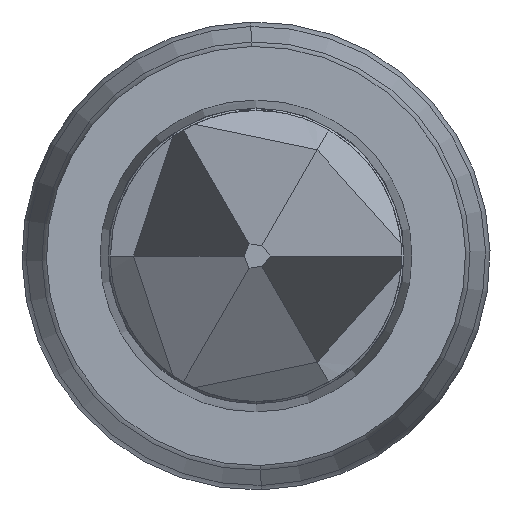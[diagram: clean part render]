
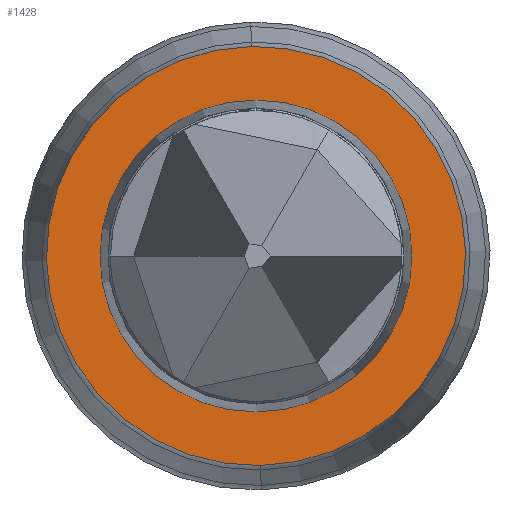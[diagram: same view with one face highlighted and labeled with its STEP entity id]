
A CAD part, left-side view. The second image highlights one B-rep face of the part: STEP entity #1428.
In plain terms, the highlighted planar face has unit normal (-1, 0, 0).
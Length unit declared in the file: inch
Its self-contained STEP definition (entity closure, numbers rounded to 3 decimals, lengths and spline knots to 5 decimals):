
#58 = EDGE_CURVE ( 'NONE', #153, #65, #719, .T. ) ;
#65 = VERTEX_POINT ( 'NONE', #469 ) ;
#99 = CIRCLE ( 'NONE', #166, 0.01339 ) ;
#102 = CARTESIAN_POINT ( 'NONE',  ( 0.02768, -0.13373, 0.0004 ) ) ;
#113 = DIRECTION ( 'NONE',  ( 0., -0.022, -1. ) ) ;
#153 = VERTEX_POINT ( 'NONE', #591 ) ;
#162 = EDGE_CURVE ( 'NONE', #65, #153, #875, .T. ) ;
#166 = AXIS2_PLACEMENT_3D ( 'NONE', #644, #1404, #1530 ) ;
#210 = CARTESIAN_POINT ( 'NONE',  ( 0.02768, -0.11573, 0. ) ) ;
#295 = EDGE_CURVE ( 'NONE', #831, #1081, #99, .T. ) ;
#349 = EDGE_LOOP ( 'NONE', ( #1209, #1021 ) ) ;
#381 = ORIENTED_EDGE ( 'NONE', *, *, #58, .T. ) ;
#404 = EDGE_LOOP ( 'NONE', ( #685, #381 ) ) ;
#465 = PLANE ( 'NONE',  #1149 ) ;
#468 = CARTESIAN_POINT ( 'NONE',  ( 0.02768, -0.11573, -0.01339 ) ) ;
#469 = CARTESIAN_POINT ( 'NONE',  ( 0.02768, -0.11613, -0.018 ) ) ;
#503 = CARTESIAN_POINT ( 'NONE',  ( 0.02768, -0.11573, 0. ) ) ;
#523 = AXIS2_PLACEMENT_3D ( 'NONE', #210, #1085, #113 ) ;
#538 = FACE_BOUND ( 'NONE', #349, .T. ) ;
#545 = AXIS2_PLACEMENT_3D ( 'NONE', #830, #1295, #573 ) ;
#573 = DIRECTION ( 'NONE',  ( 0., -1., 0. ) ) ;
#591 = CARTESIAN_POINT ( 'NONE',  ( 0.02768, -0.11533, 0.018 ) ) ;
#604 = CIRCLE ( 'NONE', #545, 0.01339 ) ;
#632 = DIRECTION ( 'NONE',  ( 0., -0.022, -1. ) ) ;
#644 = CARTESIAN_POINT ( 'NONE',  ( 0.02768, -0.11573, 0. ) ) ;
#685 = ORIENTED_EDGE ( 'NONE', *, *, #162, .T. ) ;
#719 = CIRCLE ( 'NONE', #523, 0.018 ) ;
#802 = AXIS2_PLACEMENT_3D ( 'NONE', #503, #1367, #632 ) ;
#826 = EDGE_CURVE ( 'NONE', #1081, #831, #604, .T. ) ;
#830 = CARTESIAN_POINT ( 'NONE',  ( 0.02768, -0.11573, 0. ) ) ;
#831 = VERTEX_POINT ( 'NONE', #1304 ) ;
#875 = CIRCLE ( 'NONE', #802, 0.018 ) ;
#976 = DIRECTION ( 'NONE',  ( -1., 0., 0. ) ) ;
#1021 = ORIENTED_EDGE ( 'NONE', *, *, #295, .F. ) ;
#1073 = FACE_OUTER_BOUND ( 'NONE', #404, .T. ) ;
#1081 = VERTEX_POINT ( 'NONE', #468 ) ;
#1085 = DIRECTION ( 'NONE',  ( -1., 0., 0. ) ) ;
#1087 = DIRECTION ( 'NONE',  ( 0., -0.022, -1. ) ) ;
#1149 = AXIS2_PLACEMENT_3D ( 'NONE', #102, #976, #1087 ) ;
#1209 = ORIENTED_EDGE ( 'NONE', *, *, #826, .F. ) ;
#1295 = DIRECTION ( 'NONE',  ( -1., 0., 0. ) ) ;
#1304 = CARTESIAN_POINT ( 'NONE',  ( 0.02768, -0.11573, 0.01339 ) ) ;
#1367 = DIRECTION ( 'NONE',  ( -1., 0., 0. ) ) ;
#1404 = DIRECTION ( 'NONE',  ( -1., 0., 0. ) ) ;
#1428 = ADVANCED_FACE ( 'NONE', ( #538, #1073 ), #465, .T. ) ;
#1530 = DIRECTION ( 'NONE',  ( 0., -1., 0. ) ) ;
